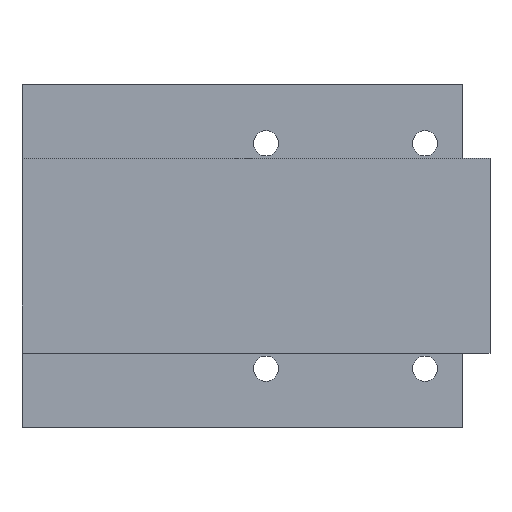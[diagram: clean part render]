
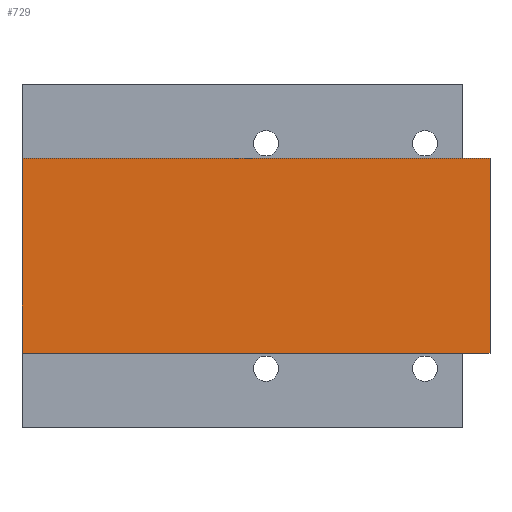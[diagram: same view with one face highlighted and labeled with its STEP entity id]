
A CAD part, top view. The second image highlights one B-rep face of the part: STEP entity #729.
In plain terms, the highlighted planar face has unit normal (0, 0, 1).
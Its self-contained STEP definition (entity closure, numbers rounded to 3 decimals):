
#47=PLANE('',#801);
#83=FACE_OUTER_BOUND('',#125,.T.);
#125=EDGE_LOOP('',(#675,#676,#677,#678));
#165=LINE('',#1103,#245);
#177=LINE('',#1130,#257);
#205=LINE('',#1200,#285);
#208=LINE('',#1205,#288);
#245=VECTOR('',#895,10.);
#257=VECTOR('',#915,10.);
#285=VECTOR('',#989,10.);
#288=VECTOR('',#996,10.);
#347=VERTEX_POINT('',#1100);
#348=VERTEX_POINT('',#1102);
#358=VERTEX_POINT('',#1127);
#359=VERTEX_POINT('',#1129);
#427=EDGE_CURVE('',#347,#348,#165,.T.);
#441=EDGE_CURVE('',#358,#359,#177,.T.);
#477=EDGE_CURVE('',#359,#347,#205,.T.);
#480=EDGE_CURVE('',#358,#348,#208,.T.);
#675=ORIENTED_EDGE('',*,*,#480,.T.);
#676=ORIENTED_EDGE('',*,*,#427,.F.);
#677=ORIENTED_EDGE('',*,*,#477,.F.);
#678=ORIENTED_EDGE('',*,*,#441,.F.);
#729=ADVANCED_FACE('',(#83),#47,.T.);
#801=AXIS2_PLACEMENT_3D('',#1206,#997,#998);
#895=DIRECTION('',(0.,-1.,0.));
#915=DIRECTION('',(0.,1.,0.));
#989=DIRECTION('',(1.,0.,0.));
#996=DIRECTION('',(1.,0.,0.));
#997=DIRECTION('center_axis',(0.,0.,1.));
#998=DIRECTION('ref_axis',(0.,-1.,0.));
#1100=CARTESIAN_POINT('',(21.3,7.35,11.5));
#1102=CARTESIAN_POINT('',(21.3,-7.35,11.5));
#1103=CARTESIAN_POINT('',(21.3,7.35,11.5));
#1127=CARTESIAN_POINT('',(-14.,-7.35,11.5));
#1129=CARTESIAN_POINT('',(-14.,7.35,11.5));
#1130=CARTESIAN_POINT('',(-14.,-7.35,11.5));
#1200=CARTESIAN_POINT('',(0.,7.35,11.5));
#1205=CARTESIAN_POINT('',(0.,-7.35,11.5));
#1206=CARTESIAN_POINT('Origin',(0.,7.35,11.5));
